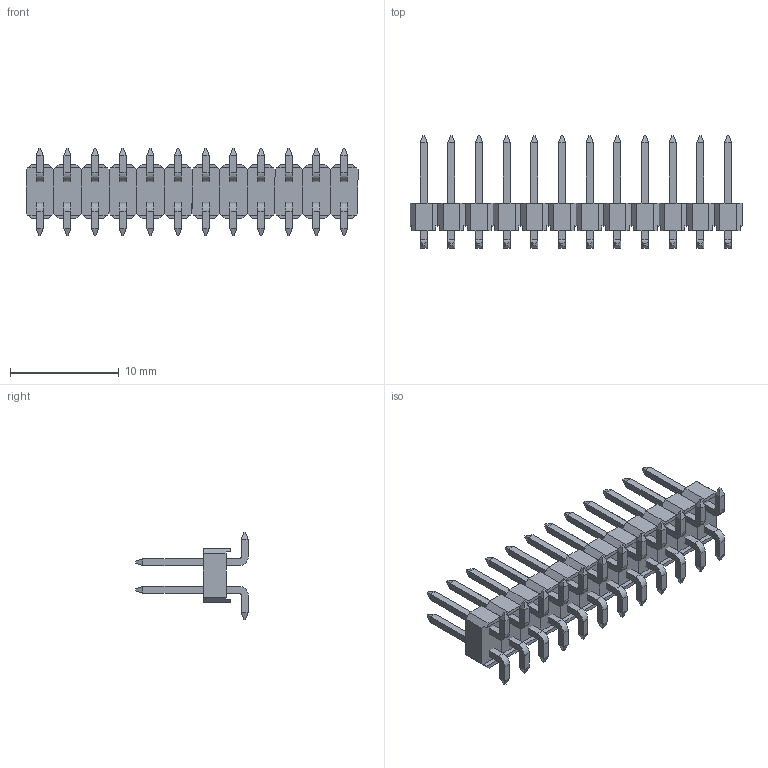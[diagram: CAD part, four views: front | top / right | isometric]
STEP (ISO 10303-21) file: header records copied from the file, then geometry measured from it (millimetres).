
FILE_DESCRIPTION (( 'STEP AP214' ), '1' );
FILE_NAME ('User Library-24-pin SMT header.STEP', '2017-12-17T09:41:02', ( '' ), ( '' ), 'SwSTEP 2.0', 'SolidWorks 2018', '' );
FILE_SCHEMA (( 'AUTOMOTIVE_DESIGN' ));
Length unit declared in the file: millimetre
Products named in the file (3): User Library-24-pin SMT header; User Library-24-pin SMT header_Single plastic support; User Library-24-pin SMT header_Single pin
Assembly tree (36 placements, depth 2):
  User Library-24-pin SMT header
    User Library-24-pin SMT header_Single pin  x24
    User Library-24-pin SMT header_Single plastic support  x12
Bounding box: 30.48 x 10.31 x 8 mm (x, y, z)
Volume: 423.5 mm3; surface area: 1424.3 mm2
Topology: 36 solids, 36 shells, 600 faces, 1392 edges, 864 vertices
Faces by surface type: plane 552, cylinder 48
Entity records: 1634 total; most frequent: DIRECTION 222, CARTESIAN_POINT 195, ORIENTED_EDGE 152, EDGE_CURVE 76, AXIS2_PLACEMENT_3D 75, LINE 72, VECTOR 72, VERTEX_POINT 48
